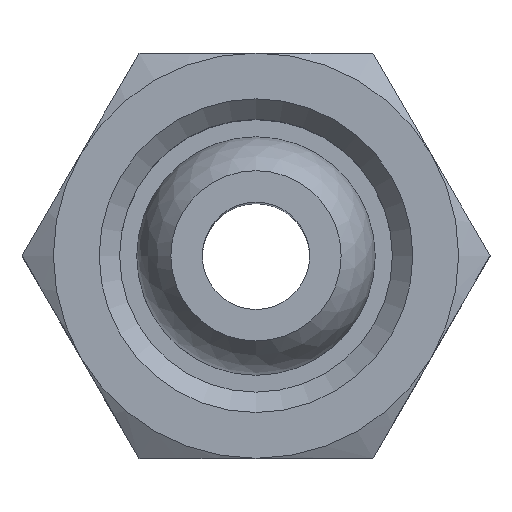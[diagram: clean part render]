
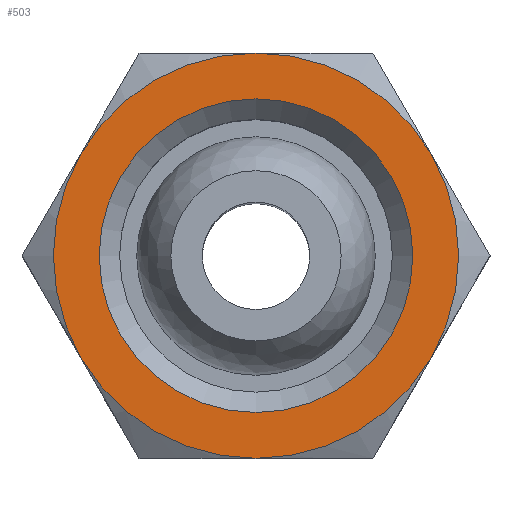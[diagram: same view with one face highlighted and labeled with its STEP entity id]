
A CAD part, top view. The second image highlights one B-rep face of the part: STEP entity #503.
In plain terms, the highlighted planar face has unit normal (0, 0, 1).
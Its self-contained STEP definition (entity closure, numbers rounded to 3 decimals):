
#43=PLANE('',#563);
#58=CIRCLE('',#552,8.5);
#59=CIRCLE('',#554,8.5);
#60=CIRCLE('',#556,8.5);
#61=CIRCLE('',#558,8.5);
#62=CIRCLE('',#560,8.5);
#63=CIRCLE('',#562,8.5);
#64=CIRCLE('',#564,6.579);
#110=ORIENTED_EDGE('',*,*,#227,.F.);
#111=ORIENTED_EDGE('',*,*,#224,.F.);
#112=ORIENTED_EDGE('',*,*,#222,.F.);
#113=ORIENTED_EDGE('',*,*,#236,.F.);
#114=ORIENTED_EDGE('',*,*,#233,.F.);
#115=ORIENTED_EDGE('',*,*,#230,.F.);
#116=ORIENTED_EDGE('',*,*,#238,.T.);
#222=EDGE_CURVE('',#286,#285,#58,.T.);
#224=EDGE_CURVE('',#285,#288,#59,.T.);
#227=EDGE_CURVE('',#288,#290,#60,.T.);
#230=EDGE_CURVE('',#290,#292,#61,.T.);
#233=EDGE_CURVE('',#292,#294,#62,.T.);
#236=EDGE_CURVE('',#294,#286,#63,.T.);
#238=EDGE_CURVE('',#296,#296,#64,.T.);
#285=VERTEX_POINT('',#791);
#286=VERTEX_POINT('',#796);
#288=VERTEX_POINT('',#805);
#290=VERTEX_POINT('',#817);
#292=VERTEX_POINT('',#829);
#294=VERTEX_POINT('',#841);
#296=VERTEX_POINT('',#859);
#360=EDGE_LOOP('',(#110,#111,#112,#113,#114,#115));
#361=EDGE_LOOP('',(#116));
#424=FACE_BOUND('',#360,.T.);
#425=FACE_BOUND('',#361,.T.);
#503=ADVANCED_FACE('',(#424,#425),#43,.F.);
#552=AXIS2_PLACEMENT_3D('',#797,#630,#631);
#554=AXIS2_PLACEMENT_3D('',#804,#634,#635);
#556=AXIS2_PLACEMENT_3D('',#816,#638,#639);
#558=AXIS2_PLACEMENT_3D('',#828,#642,#643);
#560=AXIS2_PLACEMENT_3D('',#840,#646,#647);
#562=AXIS2_PLACEMENT_3D('',#852,#650,#651);
#563=AXIS2_PLACEMENT_3D('',#857,#652,#653);
#564=AXIS2_PLACEMENT_3D('',#858,#654,#655);
#630=DIRECTION('',(0.,0.,-1.));
#631=DIRECTION('',(-1.,0.,0.));
#634=DIRECTION('',(0.,0.,-1.));
#635=DIRECTION('',(-1.,0.,0.));
#638=DIRECTION('',(0.,0.,-1.));
#639=DIRECTION('',(-1.,0.,0.));
#642=DIRECTION('',(0.,0.,-1.));
#643=DIRECTION('',(-1.,0.,0.));
#646=DIRECTION('',(0.,0.,-1.));
#647=DIRECTION('',(-1.,0.,0.));
#650=DIRECTION('',(0.,0.,-1.));
#651=DIRECTION('',(-1.,0.,0.));
#652=DIRECTION('',(0.,0.,-1.));
#653=DIRECTION('',(-1.,0.,0.));
#654=DIRECTION('',(0.,0.,-1.));
#655=DIRECTION('',(-1.,0.,0.));
#791=CARTESIAN_POINT('',(-7.361,4.25,0.));
#796=CARTESIAN_POINT('',(-7.361,-4.25,0.));
#797=CARTESIAN_POINT('',(0.,0.,0.));
#804=CARTESIAN_POINT('',(0.,0.,0.));
#805=CARTESIAN_POINT('',(0.,8.5,0.));
#816=CARTESIAN_POINT('',(0.,0.,0.));
#817=CARTESIAN_POINT('',(7.361,4.25,0.));
#828=CARTESIAN_POINT('',(0.,0.,0.));
#829=CARTESIAN_POINT('',(7.361,-4.25,0.));
#840=CARTESIAN_POINT('',(0.,0.,0.));
#841=CARTESIAN_POINT('',(0.,-8.5,0.));
#852=CARTESIAN_POINT('',(0.,0.,0.));
#857=CARTESIAN_POINT('',(0.,0.,0.));
#858=CARTESIAN_POINT('',(0.,0.,0.));
#859=CARTESIAN_POINT('',(-6.579,0.,0.));
